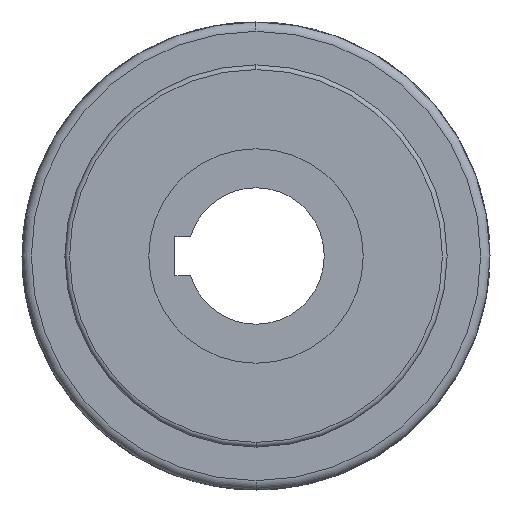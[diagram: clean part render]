
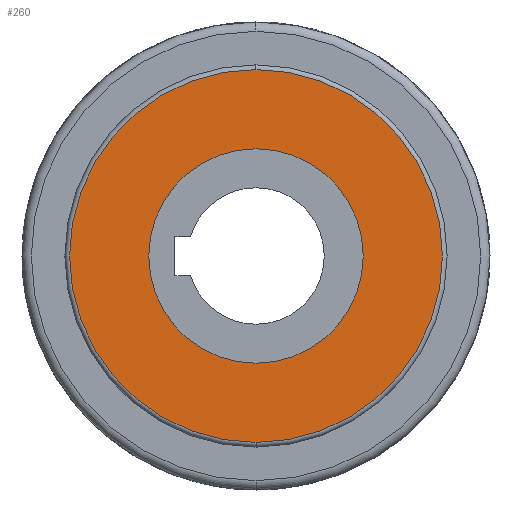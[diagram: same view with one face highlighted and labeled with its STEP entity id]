
A CAD part, left-side view. The second image highlights one B-rep face of the part: STEP entity #260.
In plain terms, the highlighted planar face has unit normal (-1, 0, 0).
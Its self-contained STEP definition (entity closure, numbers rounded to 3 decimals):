
#260=ADVANCED_FACE('',(#726,#727),#728,.T.);
#726=FACE_BOUND('',#1198,.T.);
#727=FACE_OUTER_BOUND('',#1199,.T.);
#728=PLANE('',#1200);
#1198=EDGE_LOOP('',(#2959,#2960));
#1199=EDGE_LOOP('',(#2961,#2962,#2963));
#1200=AXIS2_PLACEMENT_3D('',#2964,#2965,#2966);
#2959=ORIENTED_EDGE('',*,*,#3544,.T.);
#2960=ORIENTED_EDGE('',*,*,#3056,.T.);
#2961=ORIENTED_EDGE('',*,*,#3012,.F.);
#2962=ORIENTED_EDGE('',*,*,#3011,.F.);
#2963=ORIENTED_EDGE('',*,*,#3561,.F.);
#2964=CARTESIAN_POINT('',(0.0,23.9,0.0));
#2965=DIRECTION('',(-1.0,-0.0,0.0));
#2966=DIRECTION('',(0.0,-1.0,-0.0));
#3011=EDGE_CURVE('',#3587,#3590,#3591,.T.);
#3012=EDGE_CURVE('',#3590,#3592,#3593,.T.);
#3056=EDGE_CURVE('',#3672,#3676,#3678,.T.);
#3544=EDGE_CURVE('',#3676,#3672,#4487,.T.);
#3561=EDGE_CURVE('',#3592,#3587,#4508,.T.);
#3587=VERTEX_POINT('',#4536);
#3590=VERTEX_POINT('',#4539);
#3591=CIRCLE('',#4540,47.8);
#3592=VERTEX_POINT('',#4541);
#3593=CIRCLE('',#4542,47.8);
#3672=VERTEX_POINT('',#4740);
#3676=VERTEX_POINT('',#4745);
#3678=CIRCLE('',#4748,27.5);
#4487=CIRCLE('',#6263,27.5);
#4508=CIRCLE('',#6297,47.8);
#4536=CARTESIAN_POINT('',(0.0,0.,-47.8));
#4539=CARTESIAN_POINT('',(0.0,47.8,0.0));
#4540=AXIS2_PLACEMENT_3D('',#6333,#6334,#6335);
#4541=CARTESIAN_POINT('',(0.0,0.,47.8));
#4542=AXIS2_PLACEMENT_3D('',#6336,#6337,#6338);
#4740=CARTESIAN_POINT('',(0.0,0.,-27.5));
#4745=CARTESIAN_POINT('',(0.0,0.,27.5));
#4748=AXIS2_PLACEMENT_3D('',#6420,#6421,#6422);
#6263=AXIS2_PLACEMENT_3D('',#7297,#7298,#7299);
#6297=AXIS2_PLACEMENT_3D('',#7322,#7323,#7324);
#6333=CARTESIAN_POINT('',(0.0,0.0,0.0));
#6334=DIRECTION('',(1.0,0.0,0.0));
#6335=DIRECTION('',(0.0,1.0,0.0));
#6336=CARTESIAN_POINT('',(0.0,0.0,0.0));
#6337=DIRECTION('',(1.0,0.0,0.0));
#6338=DIRECTION('',(0.0,1.0,0.0));
#6420=CARTESIAN_POINT('',(0.0,0.0,0.0));
#6421=DIRECTION('',(1.0,-0.0,0.0));
#6422=DIRECTION('',(0.0,0.0,-1.0));
#7297=CARTESIAN_POINT('',(0.0,0.0,0.0));
#7298=DIRECTION('',(1.0,-0.0,0.0));
#7299=DIRECTION('',(0.0,0.0,-1.0));
#7322=CARTESIAN_POINT('',(0.0,0.0,0.0));
#7323=DIRECTION('',(1.0,0.0,0.0));
#7324=DIRECTION('',(0.0,1.0,0.0));
